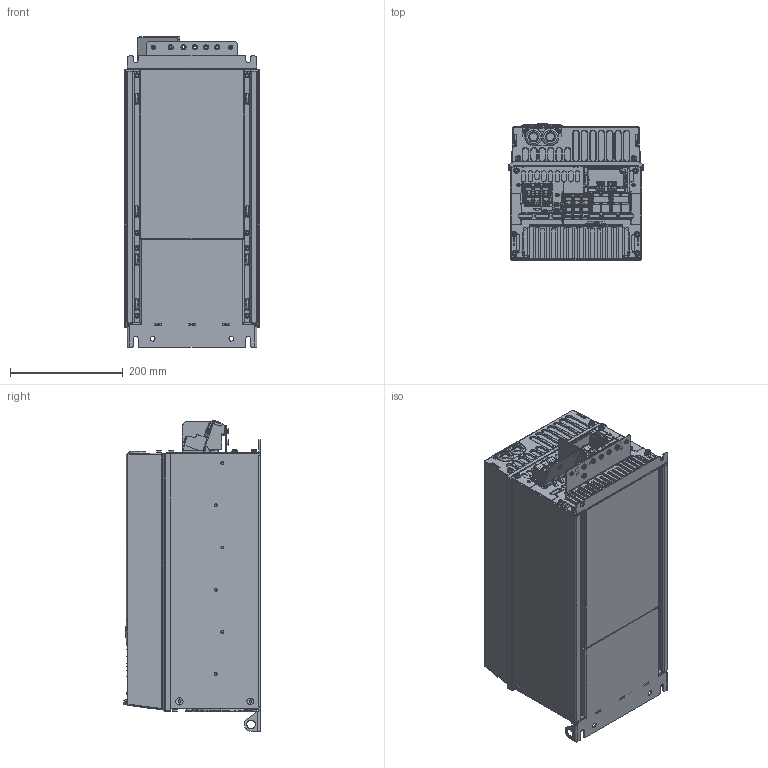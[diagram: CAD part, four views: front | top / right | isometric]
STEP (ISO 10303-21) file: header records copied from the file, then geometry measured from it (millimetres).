
FILE_DESCRIPTION((''),'2;1');
FILE_NAME('DANFOSS-FC101-H6-IP20','2011-09-19T',('cstephenkumar'),('Be-Atch INC. 1993'),'PRO/ENGINEER BY PARAMETRIC TECHNOLOGY CORPORATION, 2009360','PRO/ENGINEER BY PARAMETRIC TECHNOLOGY CORPORATION, 2009360','');
FILE_SCHEMA(('AUTOMOTIVE_DESIGN { 1 0 10303 214 1 1 1 1 }'));
Products named in the file (1): DANFOSS-FC101-H6-IP20
Bounding box: 239 x 242.09 x 551.61 mm (x, y, z)
Volume: 20780845.1 mm3; surface area: 1618431.2 mm2
Topology: 1 solids, 26 shells, 5681 faces, 15900 edges, 10477 vertices
Faces by surface type: plane 3352, cylinder 1476, bspline 344, torus 196, extrusion 132, cone 126, sphere 55
Entity records: 224498 total; most frequent: CARTESIAN_POINT 62768, ORIENTED_EDGE 31738, DIRECTION 27597, EDGE_CURVE 15869, VECTOR 11127, LINE 10995, VERTEX_POINT 10476, AXIS2_PLACEMENT_3D 8235
